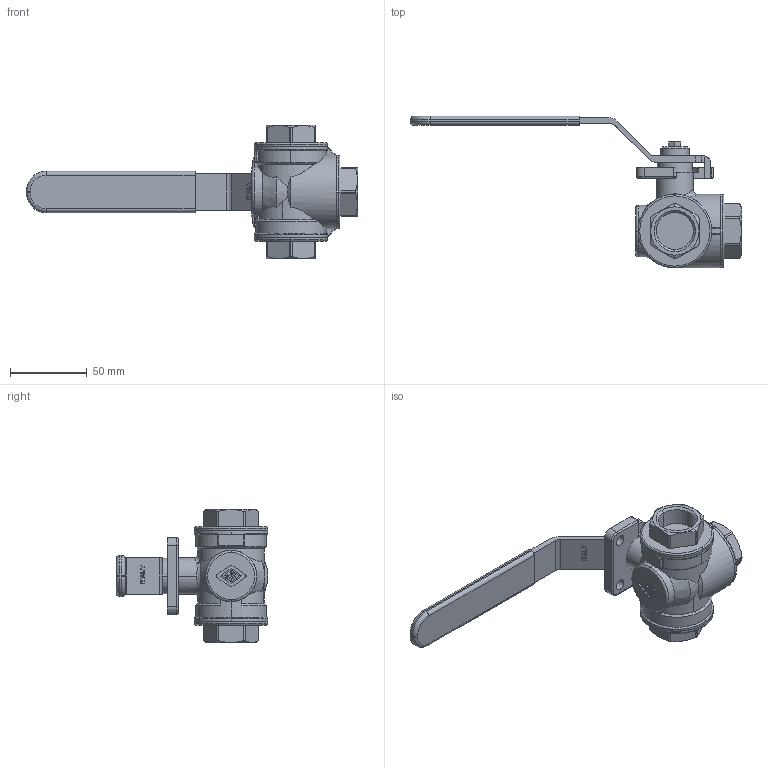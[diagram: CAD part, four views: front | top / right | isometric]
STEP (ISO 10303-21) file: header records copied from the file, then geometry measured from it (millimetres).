
FILE_DESCRIPTION(('STEP AP242'),'1');
FILE_NAME('00v20041.stp','2024-11-21T12:47:09',('TraceParts'),('TraceParts S.A.'),'Spatial InterOp 3D',' ',' ');
FILE_SCHEMA(('AP242_MANAGED_MODEL_BASED_3D_ENGINEERING_MIM_LF {1 0 10303 442 1 1 4}'));
Length unit declared in the file: millimetre
Products named in the file (1): 00v20041
Bounding box: 216 x 99 x 87 mm (x, y, z)
Volume: 185504.4 mm3; surface area: 42114.7 mm2
Topology: 1 solids, 2 shells, 442 faces, 1168 edges, 750 vertices
Faces by surface type: plane 188, cylinder 181, cone 33, torus 25, bspline 12, sphere 3
Entity records: 24784 total; most frequent: CARTESIAN_POINT 10204, DIRECTION 2324, ORIENTED_EDGE 2324, EDGE_CURVE 1162, AXIS2_PLACEMENT_3D 852, VERTEX_POINT 750, LINE 620, VECTOR 620
